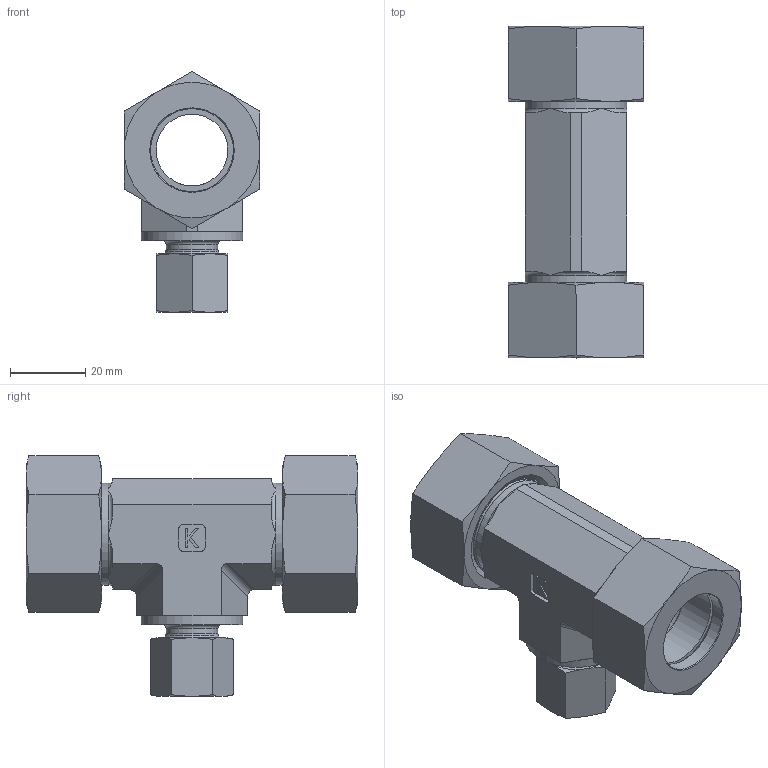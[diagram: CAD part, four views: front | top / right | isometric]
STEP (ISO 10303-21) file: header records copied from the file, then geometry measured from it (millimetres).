
FILE_DESCRIPTION((''),'2;1');
FILE_NAME('384222210.stp','2014-08-15T15:20:24',(''),('KNOMI spol. s r. o.'),'Autodesk Inventor 2012','Autodesk Inventor 2012','');
FILE_SCHEMA(('AUTOMOTIVE_DESIGN { 1 2 10303 214 0 1 1 1 }'));
Length unit declared in the file: millimetre
Products named in the file (6): TS2K 22/22/10L M30x2/M30x2/M16; 374 222210; 40122; 3912230; 40110; 3911016
Assembly tree (7 placements, depth 2):
  TS2K 22/22/10L M30x2/M30x2/M16
    374 222210
    40122  x2
    3912230  x2
    40110
    3911016
Bounding box: 36 x 88 x 63.78 mm (x, y, z)
Volume: 59042.5 mm3; surface area: 30863.4 mm2
Topology: 7 solids, 7 shells, 212 faces, 503 edges, 319 vertices
Faces by surface type: plane 90, cone 66, cylinder 37, torus 19
Full cylindrical faces by diameter (mm): 8 x1, 10 x3, 12.3 x1, 13.7 x1, 14 x1, 14.376 x1, 16 x1, 19 x1, 22 x6, 24.3 x2, 27 x5, 27.835 x2, 30 x2
Entity records: 5143 total; most frequent: CARTESIAN_POINT 1002, DIRECTION 806, ORIENTED_EDGE 704, EDGE_CURVE 352, AXIS2_PLACEMENT_3D 330, EDGE_LOOP 246, VERTEX_POINT 242, STYLED_ITEM 190
